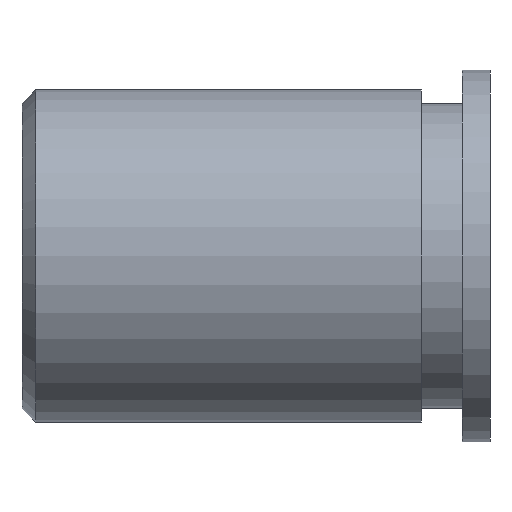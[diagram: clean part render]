
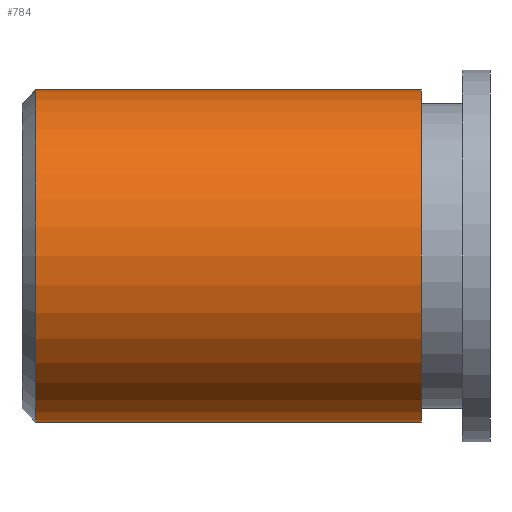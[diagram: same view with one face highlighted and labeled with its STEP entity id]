
A CAD part, left-side view. The second image highlights one B-rep face of the part: STEP entity #784.
In plain terms, the highlighted cylindrical face has radius 3.067 mm (diameter 6.134 mm), a partial arc.
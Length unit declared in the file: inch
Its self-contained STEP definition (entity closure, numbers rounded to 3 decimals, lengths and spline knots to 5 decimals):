
#14 = AXIS2_PLACEMENT_3D ( 'NONE', #374, #405, #406 ) ;
#81 = FACE_OUTER_BOUND ( 'NONE', #162, .T. ) ;
#90 = CYLINDRICAL_SURFACE ( 'NONE', #14, 0.12075 ) ;
#109 = VERTEX_POINT ( 'NONE', #138 ) ;
#123 = CARTESIAN_POINT ( 'NONE',  ( -0.30268, 0.29747, -0.1239 ) ) ;
#130 = CARTESIAN_POINT ( 'NONE',  ( -0.30268, 0.58747, -0.00315 ) ) ;
#134 = DIRECTION ( 'NONE',  ( 0., 1., 0. ) ) ;
#138 = CARTESIAN_POINT ( 'NONE',  ( -0.30268, 0.29747, -0.00315 ) ) ;
#162 = EDGE_LOOP ( 'NONE', ( #329, #390, #282, #280 ) ) ;
#164 = DIRECTION ( 'NONE',  ( 0., 1., 0. ) ) ;
#173 = CARTESIAN_POINT ( 'NONE',  ( -0.30268, 0.58747, -0.24465 ) ) ;
#193 = LINE ( 'NONE', #173, #658 ) ;
#208 = VERTEX_POINT ( 'NONE', #251 ) ;
#210 = DIRECTION ( 'NONE',  ( 0., 1., 0. ) ) ;
#219 = CARTESIAN_POINT ( 'NONE',  ( -0.30268, 0.29747, -0.24465 ) ) ;
#225 = CARTESIAN_POINT ( 'NONE',  ( -0.30268, 0.57747, -0.24465 ) ) ;
#238 = DIRECTION ( 'NONE',  ( 0., 0., 1. ) ) ;
#246 = LINE ( 'NONE', #130, #691 ) ;
#251 = CARTESIAN_POINT ( 'NONE',  ( -0.30268, 0.57747, -0.00315 ) ) ;
#264 = VERTEX_POINT ( 'NONE', #225 ) ;
#280 = ORIENTED_EDGE ( 'NONE', *, *, #750, .F. ) ;
#282 = ORIENTED_EDGE ( 'NONE', *, *, #729, .T. ) ;
#302 = VERTEX_POINT ( 'NONE', #219 ) ;
#307 = DIRECTION ( 'NONE',  ( 0., 0., 1. ) ) ;
#308 = CARTESIAN_POINT ( 'NONE',  ( -0.30268, 0.57747, -0.1239 ) ) ;
#329 = ORIENTED_EDGE ( 'NONE', *, *, #737, .F. ) ;
#350 = DIRECTION ( 'NONE',  ( 0., 1., 0. ) ) ;
#374 = CARTESIAN_POINT ( 'NONE',  ( -0.30268, 0.58747, -0.1239 ) ) ;
#390 = ORIENTED_EDGE ( 'NONE', *, *, #748, .T. ) ;
#405 = DIRECTION ( 'NONE',  ( 0., 1., 0. ) ) ;
#406 = DIRECTION ( 'NONE',  ( 0., 0., 1. ) ) ;
#658 = VECTOR ( 'NONE', #164, 39.37008 ) ;
#675 = AXIS2_PLACEMENT_3D ( 'NONE', #308, #134, #307 ) ;
#678 = AXIS2_PLACEMENT_3D ( 'NONE', #123, #210, #238 ) ;
#691 = VECTOR ( 'NONE', #350, 39.37008 ) ;
#729 = EDGE_CURVE ( 'NONE', #109, #208, #246, .T. ) ;
#737 = EDGE_CURVE ( 'NONE', #302, #264, #193, .T. ) ;
#742 = CIRCLE ( 'NONE', #678, 0.12075 ) ;
#748 = EDGE_CURVE ( 'NONE', #302, #109, #742, .T. ) ;
#750 = EDGE_CURVE ( 'NONE', #264, #208, #799, .T. ) ;
#784 = ADVANCED_FACE ( 'NONE', ( #81 ), #90, .T. ) ;
#799 = CIRCLE ( 'NONE', #675, 0.12075 ) ;
